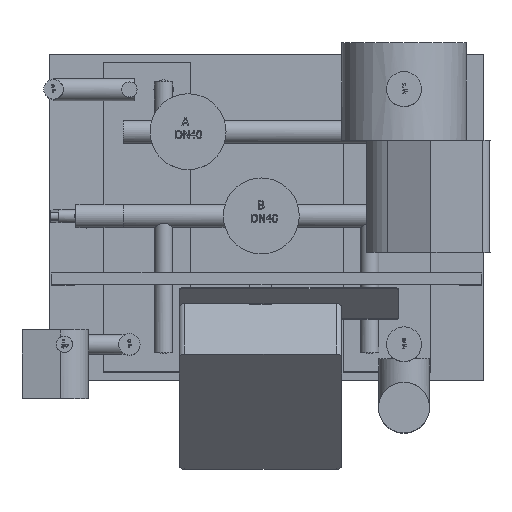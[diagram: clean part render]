
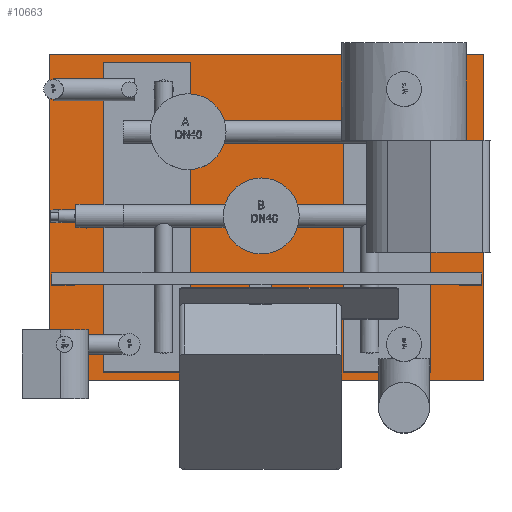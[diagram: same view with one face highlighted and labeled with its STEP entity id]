
A CAD part, top view. The second image highlights one B-rep face of the part: STEP entity #10663.
In plain terms, the highlighted planar face has unit normal (0, 0, 1).
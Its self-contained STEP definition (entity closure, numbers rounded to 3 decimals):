
#233=FACE_BOUND('',#1974,.T.);
#234=FACE_BOUND('',#1975,.T.);
#235=FACE_BOUND('',#1976,.T.);
#236=FACE_BOUND('',#1977,.T.);
#1323=FACE_OUTER_BOUND('',#1973,.T.);
#1973=EDGE_LOOP('',(#9575,#9576,#9577,#9578));
#1974=EDGE_LOOP('',(#9579,#9580,#9581,#9582));
#1975=EDGE_LOOP('',(#9583,#9584,#9585,#9586));
#1976=EDGE_LOOP('',(#9587,#9588,#9589,#9590));
#1977=EDGE_LOOP('',(#9591,#9592,#9593,#9594));
#2898=LINE('',#18844,#3952);
#2902=LINE('',#18852,#3956);
#2905=LINE('',#18858,#3959);
#2908=LINE('',#18863,#3962);
#2910=LINE('',#18869,#3964);
#2914=LINE('',#18877,#3968);
#2917=LINE('',#18883,#3971);
#2920=LINE('',#18888,#3974);
#3005=LINE('',#19134,#4059);
#3009=LINE('',#19142,#4063);
#3012=LINE('',#19148,#4066);
#3018=LINE('',#19159,#4072);
#3019=LINE('',#19162,#4073);
#3025=LINE('',#19173,#4079);
#3026=LINE('',#19175,#4080);
#3027=LINE('',#19176,#4081);
#3034=LINE('',#19212,#4088);
#3037=LINE('',#19218,#4091);
#3040=LINE('',#19224,#4094);
#3043=LINE('',#19228,#4097);
#3952=VECTOR('',#13106,10.);
#3956=VECTOR('',#13112,10.);
#3959=VECTOR('',#13117,10.);
#3962=VECTOR('',#13122,10.);
#3964=VECTOR('',#13128,10.);
#3968=VECTOR('',#13134,10.);
#3971=VECTOR('',#13139,10.);
#3974=VECTOR('',#13144,10.);
#4059=VECTOR('',#13393,10.);
#4063=VECTOR('',#13397,10.);
#4066=VECTOR('',#13402,10.);
#4072=VECTOR('',#13412,10.);
#4073=VECTOR('',#13415,10.);
#4079=VECTOR('',#13425,10.);
#4080=VECTOR('',#13428,10.);
#4081=VECTOR('',#13429,10.);
#4088=VECTOR('',#13470,10.);
#4091=VECTOR('',#13475,10.);
#4094=VECTOR('',#13480,10.);
#4097=VECTOR('',#13485,10.);
#4981=VERTEX_POINT('',#18842);
#4982=VERTEX_POINT('',#18843);
#4985=VERTEX_POINT('',#18851);
#4987=VERTEX_POINT('',#18857);
#4989=VERTEX_POINT('',#18867);
#4990=VERTEX_POINT('',#18868);
#4993=VERTEX_POINT('',#18876);
#4995=VERTEX_POINT('',#18882);
#5074=VERTEX_POINT('',#19131);
#5075=VERTEX_POINT('',#19133);
#5078=VERTEX_POINT('',#19139);
#5079=VERTEX_POINT('',#19141);
#5081=VERTEX_POINT('',#19147);
#5084=VERTEX_POINT('',#19157);
#5085=VERTEX_POINT('',#19161);
#5088=VERTEX_POINT('',#19171);
#5099=VERTEX_POINT('',#19209);
#5100=VERTEX_POINT('',#19211);
#5102=VERTEX_POINT('',#19217);
#5104=VERTEX_POINT('',#19223);
#6428=EDGE_CURVE('',#4981,#4982,#2898,.T.);
#6432=EDGE_CURVE('',#4982,#4985,#2902,.T.);
#6435=EDGE_CURVE('',#4985,#4987,#2905,.T.);
#6438=EDGE_CURVE('',#4987,#4981,#2908,.T.);
#6440=EDGE_CURVE('',#4989,#4990,#2910,.T.);
#6444=EDGE_CURVE('',#4990,#4993,#2914,.T.);
#6447=EDGE_CURVE('',#4993,#4995,#2917,.T.);
#6450=EDGE_CURVE('',#4995,#4989,#2920,.T.);
#6569=EDGE_CURVE('',#5075,#5074,#3005,.T.);
#6573=EDGE_CURVE('',#5079,#5078,#3009,.T.);
#6576=EDGE_CURVE('',#5081,#5075,#3012,.T.);
#6582=EDGE_CURVE('',#5078,#5084,#3018,.T.);
#6583=EDGE_CURVE('',#5085,#5079,#3019,.T.);
#6589=EDGE_CURVE('',#5074,#5088,#3025,.T.);
#6590=EDGE_CURVE('',#5084,#5085,#3026,.T.);
#6591=EDGE_CURVE('',#5088,#5081,#3027,.T.);
#6606=EDGE_CURVE('',#5100,#5099,#3034,.T.);
#6609=EDGE_CURVE('',#5102,#5100,#3037,.T.);
#6612=EDGE_CURVE('',#5104,#5102,#3040,.T.);
#6615=EDGE_CURVE('',#5099,#5104,#3043,.T.);
#9575=ORIENTED_EDGE('',*,*,#6615,.T.);
#9576=ORIENTED_EDGE('',*,*,#6612,.T.);
#9577=ORIENTED_EDGE('',*,*,#6609,.T.);
#9578=ORIENTED_EDGE('',*,*,#6606,.T.);
#9579=ORIENTED_EDGE('',*,*,#6428,.T.);
#9580=ORIENTED_EDGE('',*,*,#6432,.T.);
#9581=ORIENTED_EDGE('',*,*,#6435,.T.);
#9582=ORIENTED_EDGE('',*,*,#6438,.T.);
#9583=ORIENTED_EDGE('',*,*,#6440,.T.);
#9584=ORIENTED_EDGE('',*,*,#6444,.T.);
#9585=ORIENTED_EDGE('',*,*,#6447,.T.);
#9586=ORIENTED_EDGE('',*,*,#6450,.T.);
#9587=ORIENTED_EDGE('',*,*,#6583,.T.);
#9588=ORIENTED_EDGE('',*,*,#6573,.T.);
#9589=ORIENTED_EDGE('',*,*,#6582,.T.);
#9590=ORIENTED_EDGE('',*,*,#6590,.T.);
#9591=ORIENTED_EDGE('',*,*,#6589,.T.);
#9592=ORIENTED_EDGE('',*,*,#6591,.T.);
#9593=ORIENTED_EDGE('',*,*,#6576,.T.);
#9594=ORIENTED_EDGE('',*,*,#6569,.T.);
#10088=PLANE('',#11275);
#10663=ADVANCED_FACE('',(#1323,#233,#234,#235,#236),#10088,.T.);
#11275=AXIS2_PLACEMENT_3D('',#19229,#13486,#13487);
#13106=DIRECTION('',(0.,1.,0.));
#13112=DIRECTION('',(1.,0.,0.));
#13117=DIRECTION('',(0.,-1.,0.));
#13122=DIRECTION('',(-1.,0.,0.));
#13128=DIRECTION('',(0.,1.,0.));
#13134=DIRECTION('',(1.,0.,0.));
#13139=DIRECTION('',(0.,-1.,0.));
#13144=DIRECTION('',(-1.,0.,0.));
#13393=DIRECTION('',(-1.,0.,0.));
#13397=DIRECTION('',(-1.,0.,0.));
#13402=DIRECTION('',(0.,-1.,0.));
#13412=DIRECTION('',(0.,1.,0.));
#13415=DIRECTION('',(0.,-1.,0.));
#13425=DIRECTION('',(0.,1.,0.));
#13428=DIRECTION('',(1.,0.,0.));
#13429=DIRECTION('',(1.,0.,0.));
#13470=DIRECTION('',(0.,-1.,0.));
#13475=DIRECTION('',(-1.,0.,0.));
#13480=DIRECTION('',(0.,1.,0.));
#13485=DIRECTION('',(1.,0.,0.));
#13486=DIRECTION('center_axis',(0.,0.,1.));
#13487=DIRECTION('ref_axis',(1.,0.,0.));
#18842=CARTESIAN_POINT('',(-301.7,-285.,50.));
#18843=CARTESIAN_POINT('',(-301.7,285.,50.));
#18844=CARTESIAN_POINT('',(-301.7,142.5,50.));
#18851=CARTESIAN_POINT('',(-141.3,285.,50.));
#18852=CARTESIAN_POINT('',(-70.65,285.,50.));
#18857=CARTESIAN_POINT('',(-141.3,-285.,50.));
#18858=CARTESIAN_POINT('',(-141.3,-142.5,50.));
#18863=CARTESIAN_POINT('',(-150.85,-285.,50.));
#18867=CARTESIAN_POINT('',(141.3,-285.,50.));
#18868=CARTESIAN_POINT('',(141.3,285.,50.));
#18869=CARTESIAN_POINT('',(141.3,142.5,50.));
#18876=CARTESIAN_POINT('',(301.7,285.,50.));
#18877=CARTESIAN_POINT('',(150.85,285.,50.));
#18882=CARTESIAN_POINT('',(301.7,-285.,50.));
#18883=CARTESIAN_POINT('',(301.7,-142.5,50.));
#18888=CARTESIAN_POINT('',(70.65,-285.,50.));
#19131=CARTESIAN_POINT('',(-396.,-125.,50.));
#19133=CARTESIAN_POINT('',(-355.,-125.,50.));
#19134=CARTESIAN_POINT('',(0.,-125.,50.));
#19139=CARTESIAN_POINT('',(355.,-125.,50.));
#19141=CARTESIAN_POINT('',(396.,-125.,50.));
#19142=CARTESIAN_POINT('',(0.,-125.,50.));
#19147=CARTESIAN_POINT('',(-355.,-104.,50.));
#19148=CARTESIAN_POINT('',(-355.,-62.5,50.));
#19157=CARTESIAN_POINT('',(355.,-104.,50.));
#19159=CARTESIAN_POINT('',(355.,-62.5,50.));
#19161=CARTESIAN_POINT('',(396.,-104.,50.));
#19162=CARTESIAN_POINT('',(396.,-62.5,50.));
#19171=CARTESIAN_POINT('',(-396.,-104.,50.));
#19173=CARTESIAN_POINT('',(-396.,-62.5,50.));
#19175=CARTESIAN_POINT('',(0.,-104.,50.));
#19176=CARTESIAN_POINT('',(0.,-104.,50.));
#19209=CARTESIAN_POINT('',(-400.,-300.,50.));
#19211=CARTESIAN_POINT('',(-400.,300.,50.));
#19212=CARTESIAN_POINT('',(-400.,300.,50.));
#19217=CARTESIAN_POINT('',(400.,300.,50.));
#19218=CARTESIAN_POINT('',(400.,300.,50.));
#19223=CARTESIAN_POINT('',(400.,-300.,50.));
#19224=CARTESIAN_POINT('',(400.,-300.,50.));
#19228=CARTESIAN_POINT('',(-400.,-300.,50.));
#19229=CARTESIAN_POINT('Origin',(0.,0.,
50.));
